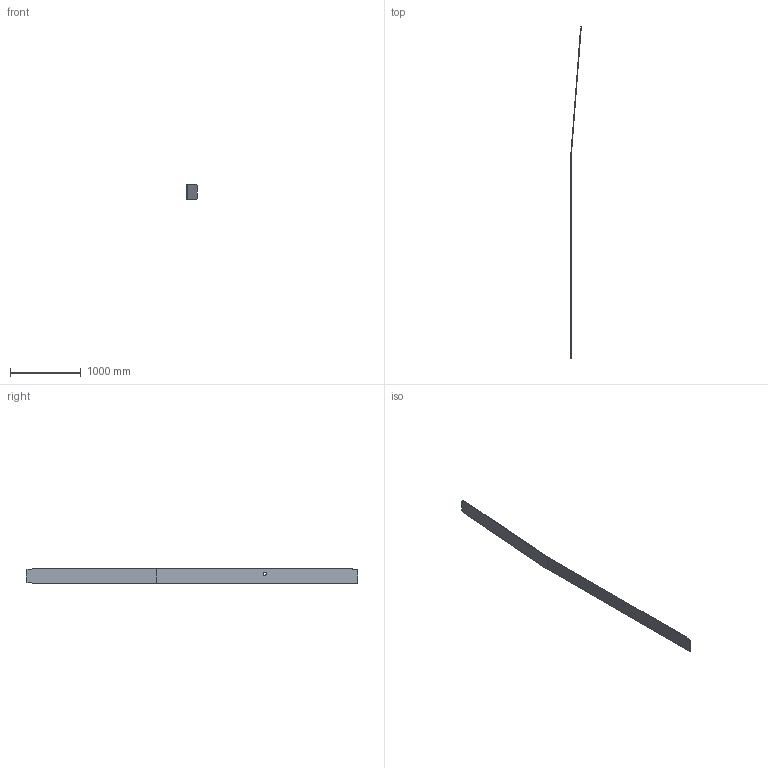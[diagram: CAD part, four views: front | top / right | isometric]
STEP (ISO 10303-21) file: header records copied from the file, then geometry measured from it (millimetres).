
FILE_DESCRIPTION (( 'STEP AP203' ), '1' );
FILE_NAME ('mandUD-Hekimhan Madencilik_Mirrorergünler_3028þase u kapama.IGS_Default_sldprt.STEP', '2023-01-17T11:24:31', ( '' ), ( '' ), 'SwSTEP 2.0', 'SolidWorks 2019', '' );
FILE_SCHEMA (( 'CONFIG_CONTROL_DESIGN' ));
Length unit declared in the file: millimetre
Products named in the file (1): mandUD-Hekimhan Madencilik_Mirrorergünler_3028þase u kapama.IGS_Default_sldprt
Bounding box: 150.82 x 4695.79 x 209 mm (x, y, z)
Volume: 7827344.4 mm3; surface area: 2036150.7 mm2
Topology: 1 solids, 1 shells, 26 faces, 64 edges, 40 vertices
Faces by surface type: bspline 26
Entity records: 898 total; most frequent: CARTESIAN_POINT 429, ORIENTED_EDGE 128, EDGE_CURVE 64, B_SPLINE_CURVE_WITH_KNOTS 55, VERTEX_POINT 40, EDGE_LOOP 28, FACE_OUTER_BOUND 26, ADVANCED_FACE 26
